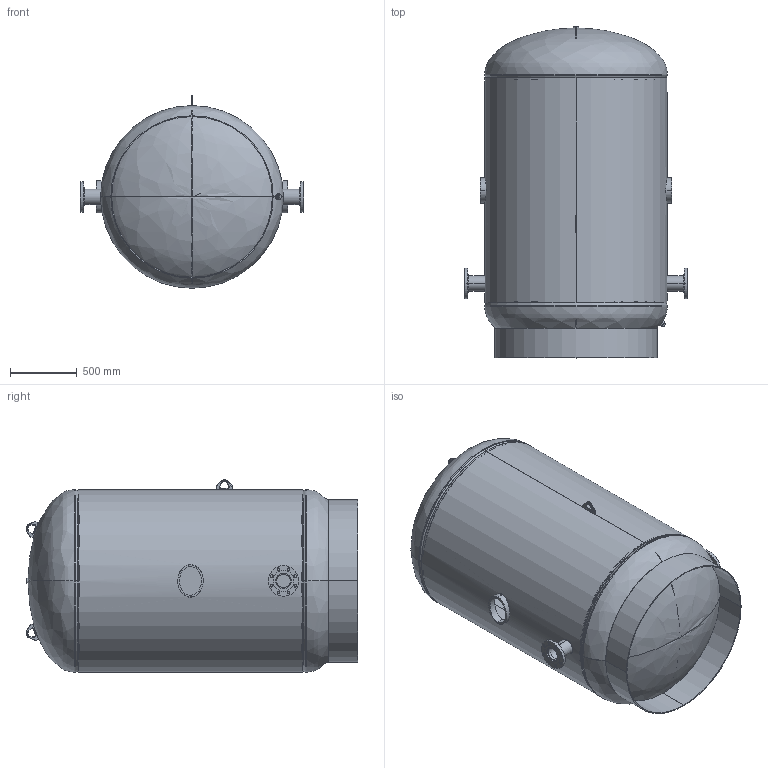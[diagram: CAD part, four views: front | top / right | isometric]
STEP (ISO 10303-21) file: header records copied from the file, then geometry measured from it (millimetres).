
FILE_DESCRIPTION (( 'STEP AP203' ), '1' );
FILE_NAME ('CBT-850-4F.STEP', '2021-03-22T17:05:23', ( '' ), ( '' ), 'SwSTEP 2.0', 'SolidWorks 2021', '' );
FILE_SCHEMA (( 'CONFIG_CONTROL_DESIGN' ));
Length unit declared in the file: inch
Products named in the file (15): 9455054; 9500050; PLUGS_9500150; 9200243; 9301090_6.5; 55A0575_default; 55K0266; CBT-850-4F; 55Q0577; 55B0576; 9400542; Manways_9700115; SORF FLANGES ASME B16.5_4 150# SA-105; 9500040
Assembly tree (29 placements, depth 3):
  CBT-850-4F
    55B0576
    9200243
    9200243
    9500040
    9500050
    Manways_9700115  x2
    PLUGS_9500150
    55A0575_default  x2
      9301090_6.5
      SORF FLANGES ASME B16.5_4 150# SA-105
    9455054
    55K0266  x12
    9400542  x3
    55Q0577
Bounding box: 1676.4 x 2491.56 x 1445.58 mm (x, y, z)
Volume: 96928429 mm3; surface area: 30124339.2 mm2
Topology: 29 solids, 29 shells, 475 faces, 1066 edges, 650 vertices
Faces by surface type: cylinder 193, plane 156, torus 76, bspline 26, cone 24
Entity records: 17336 total; most frequent: CARTESIAN_POINT 9650, DIRECTION 1286, ORIENTED_EDGE 1108, EDGE_CURVE 554, AXIS2_PLACEMENT_3D 534, VERTEX_POINT 338, EDGE_LOOP 288, CIRCLE 278
